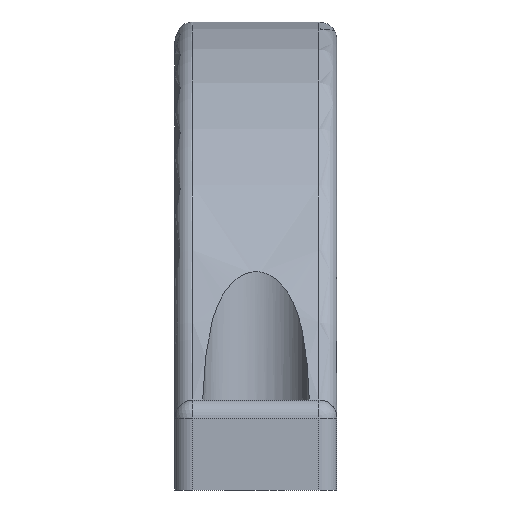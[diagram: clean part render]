
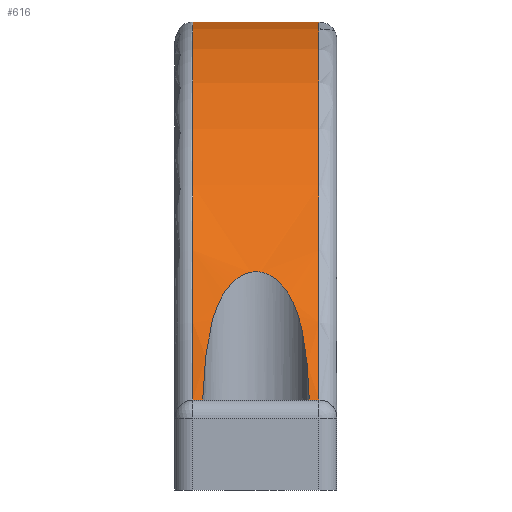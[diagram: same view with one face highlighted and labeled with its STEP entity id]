
A CAD part, front view. The second image highlights one B-rep face of the part: STEP entity #616.
In plain terms, the highlighted cylindrical face has radius 26 mm (diameter 52 mm), a partial arc.
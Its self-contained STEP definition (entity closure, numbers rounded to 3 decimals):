
#63=LINE('',#1059,#107);
#64=LINE('',#1064,#108);
#85=LINE('',#1196,#129);
#86=LINE('',#1197,#130);
#107=VECTOR('',#813,10.);
#108=VECTOR('',#818,10.);
#129=VECTOR('',#899,10.);
#130=VECTOR('',#900,10.);
#147=CYLINDRICAL_SURFACE('',#705,26.);
#186=FACE_OUTER_BOUND('',#226,.T.);
#226=EDGE_LOOP('',(#561,#562,#563,#564,#565,#566,#567,#568));
#233=B_SPLINE_CURVE_WITH_KNOTS('',3,(#1093,#1094,#1095,#1096,#1097,#1098,
#1099,#1100,#1101,#1102,#1103,#1104,#1105,#1106,#1107,#1108,#1109,#1110,
#1111,#1112,#1113,#1114,#1115,#1116,#1117,#1118,#1119,#1120,#1121,#1122),
 .UNSPECIFIED.,.F.,.F.,(4,2,2,2,2,2,2,2,2,2,2,2,2,2,4),(0.951,
0.983,1.238,1.494,1.589,1.685,
1.738,1.79,1.843,1.895,1.991,
2.087,2.342,2.597,2.629),
 .UNSPECIFIED.);
#234=B_SPLINE_CURVE_WITH_KNOTS('',3,(#1129,#1130,#1131,#1132,#1133,#1134,
#1135,#1136,#1137,#1138,#1139,#1140,#1141,#1142,#1143,#1144,#1145,#1146,
#1147,#1148,#1149,#1150,#1151,#1152,#1153,#1154,#1155,#1156,#1157,#1158),
 .UNSPECIFIED.,.F.,.F.,(4,2,2,2,2,2,2,2,2,2,2,2,2,2,4),(0.958,
1.054,1.345,1.491,1.636,1.733,
1.781,1.829,1.877,1.926,2.022,
2.168,2.313,2.604,2.7),
 .UNSPECIFIED.);
#235=CIRCLE('',#637,26.);
#252=CIRCLE('',#664,26.);
#271=VERTEX_POINT('',#918);
#272=VERTEX_POINT('',#919);
#292=VERTEX_POINT('',#1001);
#294=VERTEX_POINT('',#1020);
#299=VERTEX_POINT('',#1058);
#301=VERTEX_POINT('',#1062);
#311=VERTEX_POINT('',#1126);
#312=VERTEX_POINT('',#1128);
#323=EDGE_CURVE('',#271,#272,#235,.T.);
#353=EDGE_CURVE('',#292,#294,#252,.T.);
#367=EDGE_CURVE('',#294,#299,#63,.T.);
#370=EDGE_CURVE('',#301,#271,#64,.T.);
#384=EDGE_CURVE('',#301,#299,#233,.T.);
#387=EDGE_CURVE('',#312,#311,#234,.T.);
#407=EDGE_CURVE('',#311,#272,#85,.T.);
#408=EDGE_CURVE('',#292,#312,#86,.T.);
#561=ORIENTED_EDGE('',*,*,#323,.F.);
#562=ORIENTED_EDGE('',*,*,#370,.F.);
#563=ORIENTED_EDGE('',*,*,#384,.T.);
#564=ORIENTED_EDGE('',*,*,#367,.F.);
#565=ORIENTED_EDGE('',*,*,#353,.F.);
#566=ORIENTED_EDGE('',*,*,#408,.T.);
#567=ORIENTED_EDGE('',*,*,#387,.T.);
#568=ORIENTED_EDGE('',*,*,#407,.T.);
#616=ADVANCED_FACE('',(#186),#147,.T.);
#637=AXIS2_PLACEMENT_3D('',#920,#721,#722);
#664=AXIS2_PLACEMENT_3D('',#1021,#785,#786);
#705=AXIS2_PLACEMENT_3D('',#1198,#901,#902);
#721=DIRECTION('center_axis',(-1.,0.,0.));
#722=DIRECTION('ref_axis',(0.,0.,1.));
#785=DIRECTION('center_axis',(1.,0.,0.));
#786=DIRECTION('ref_axis',(0.,0.,1.));
#813=DIRECTION('',(-1.,0.,0.));
#818=DIRECTION('',(-1.,0.,0.));
#899=DIRECTION('',(-1.,0.,0.));
#900=DIRECTION('',(-1.,0.,0.));
#901=DIRECTION('center_axis',(-1.,0.,0.));
#902=DIRECTION('ref_axis',(0.,0.981,0.192));
#918=CARTESIAN_POINT('',(29.,-25.515,440.731));
#919=CARTESIAN_POINT('',(29.,25.515,440.731));
#920=CARTESIAN_POINT('Origin',(29.,0.,435.731));
#1001=CARTESIAN_POINT('',(36.,25.515,440.731));
#1020=CARTESIAN_POINT('',(36.,-25.515,440.731));
#1021=CARTESIAN_POINT('Origin',(36.,0.,435.731));
#1058=CARTESIAN_POINT('',(35.46,-25.515,440.731));
#1059=CARTESIAN_POINT('',(37.,-25.515,440.731));
#1062=CARTESIAN_POINT('',(29.54,-25.515,440.731));
#1064=CARTESIAN_POINT('',(37.,-25.515,440.731));
#1093=CARTESIAN_POINT('Ctrl Pts',(29.54,-25.515,440.731));
#1094=CARTESIAN_POINT('Ctrl Pts',(29.543,-25.493,440.843));
#1095=CARTESIAN_POINT('Ctrl Pts',(29.547,-25.47,440.954));
#1096=CARTESIAN_POINT('Ctrl Pts',(29.586,-25.26,441.956));
#1097=CARTESIAN_POINT('Ctrl Pts',(29.647,-25.027,442.83));
#1098=CARTESIAN_POINT('Ctrl Pts',(29.889,-24.493,444.497));
#1099=CARTESIAN_POINT('Ctrl Pts',(30.066,-24.192,445.29));
#1100=CARTESIAN_POINT('Ctrl Pts',(30.496,-23.761,446.29));
#1101=CARTESIAN_POINT('Ctrl Pts',(30.646,-23.631,446.578));
#1102=CARTESIAN_POINT('Ctrl Pts',(31.017,-23.383,447.104));
#1103=CARTESIAN_POINT('Ctrl Pts',(31.238,-23.265,447.34));
#1104=CARTESIAN_POINT('Ctrl Pts',(31.626,-23.126,447.613));
#1105=CARTESIAN_POINT('Ctrl Pts',(31.789,-23.08,447.703));
#1106=CARTESIAN_POINT('Ctrl Pts',(32.139,-23.017,447.824));
#1107=CARTESIAN_POINT('Ctrl Pts',(32.325,-23.,447.855));
#1108=CARTESIAN_POINT('Ctrl Pts',(32.675,-23.,447.855));
#1109=CARTESIAN_POINT('Ctrl Pts',(32.861,-23.017,447.824));
#1110=CARTESIAN_POINT('Ctrl Pts',(33.211,-23.08,447.703));
#1111=CARTESIAN_POINT('Ctrl Pts',(33.374,-23.126,447.613));
#1112=CARTESIAN_POINT('Ctrl Pts',(33.762,-23.265,447.34));
#1113=CARTESIAN_POINT('Ctrl Pts',(33.983,-23.383,447.104));
#1114=CARTESIAN_POINT('Ctrl Pts',(34.354,-23.631,446.578));
#1115=CARTESIAN_POINT('Ctrl Pts',(34.504,-23.761,446.29));
#1116=CARTESIAN_POINT('Ctrl Pts',(34.934,-24.192,445.29));
#1117=CARTESIAN_POINT('Ctrl Pts',(35.111,-24.493,444.497));
#1118=CARTESIAN_POINT('Ctrl Pts',(35.353,-25.027,442.83));
#1119=CARTESIAN_POINT('Ctrl Pts',(35.414,-25.26,441.956));
#1120=CARTESIAN_POINT('Ctrl Pts',(35.453,-25.47,440.954));
#1121=CARTESIAN_POINT('Ctrl Pts',(35.457,-25.493,440.843));
#1122=CARTESIAN_POINT('Ctrl Pts',(35.46,-25.515,440.731));
#1126=CARTESIAN_POINT('',(29.54,25.515,440.731));
#1128=CARTESIAN_POINT('',(35.46,25.515,440.731));
#1129=CARTESIAN_POINT('Ctrl Pts',(35.46,25.515,440.731));
#1130=CARTESIAN_POINT('Ctrl Pts',(35.45,25.45,441.059));
#1131=CARTESIAN_POINT('Ctrl Pts',(35.436,25.38,441.385));
#1132=CARTESIAN_POINT('Ctrl Pts',(35.363,25.073,442.684));
#1133=CARTESIAN_POINT('Ctrl Pts',(35.27,24.79,443.625));
#1134=CARTESIAN_POINT('Ctrl Pts',(34.99,24.316,444.947));
#1135=CARTESIAN_POINT('Ctrl Pts',(34.873,24.151,445.372));
#1136=CARTESIAN_POINT('Ctrl Pts',(34.563,23.81,446.186));
#1137=CARTESIAN_POINT('Ctrl Pts',(34.372,23.634,446.576));
#1138=CARTESIAN_POINT('Ctrl Pts',(33.917,23.347,447.176));
#1139=CARTESIAN_POINT('Ctrl Pts',(33.683,23.228,447.413));
#1140=CARTESIAN_POINT('Ctrl Pts',(33.273,23.098,447.668));
#1141=CARTESIAN_POINT('Ctrl Pts',(33.126,23.062,447.737));
#1142=CARTESIAN_POINT('Ctrl Pts',(32.82,23.013,447.83));
#1143=CARTESIAN_POINT('Ctrl Pts',(32.661,23.,447.855));
#1144=CARTESIAN_POINT('Ctrl Pts',(32.339,23.,447.855));
#1145=CARTESIAN_POINT('Ctrl Pts',(32.18,23.013,447.83));
#1146=CARTESIAN_POINT('Ctrl Pts',(31.874,23.062,447.737));
#1147=CARTESIAN_POINT('Ctrl Pts',(31.727,23.098,447.668));
#1148=CARTESIAN_POINT('Ctrl Pts',(31.317,23.228,447.413));
#1149=CARTESIAN_POINT('Ctrl Pts',(31.083,23.347,447.176));
#1150=CARTESIAN_POINT('Ctrl Pts',(30.628,23.634,446.576));
#1151=CARTESIAN_POINT('Ctrl Pts',(30.437,23.81,446.186));
#1152=CARTESIAN_POINT('Ctrl Pts',(30.127,24.151,445.372));
#1153=CARTESIAN_POINT('Ctrl Pts',(30.01,24.316,444.947));
#1154=CARTESIAN_POINT('Ctrl Pts',(29.73,24.79,443.625));
#1155=CARTESIAN_POINT('Ctrl Pts',(29.637,25.073,442.684));
#1156=CARTESIAN_POINT('Ctrl Pts',(29.564,25.38,441.385));
#1157=CARTESIAN_POINT('Ctrl Pts',(29.55,25.45,441.059));
#1158=CARTESIAN_POINT('Ctrl Pts',(29.54,25.515,440.731));
#1196=CARTESIAN_POINT('',(37.,25.515,440.731));
#1197=CARTESIAN_POINT('',(37.,25.515,440.731));
#1198=CARTESIAN_POINT('Origin',(37.,0.,435.731));
